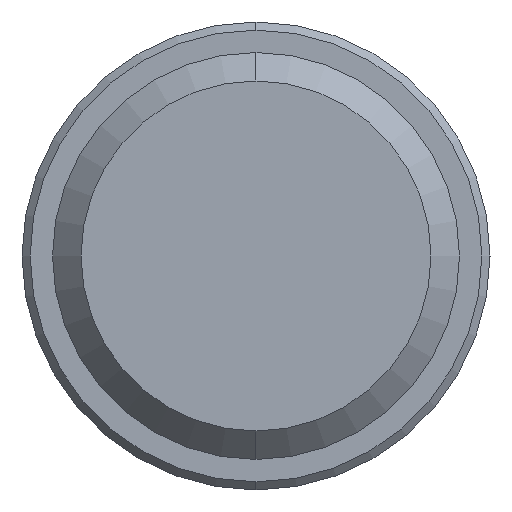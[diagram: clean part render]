
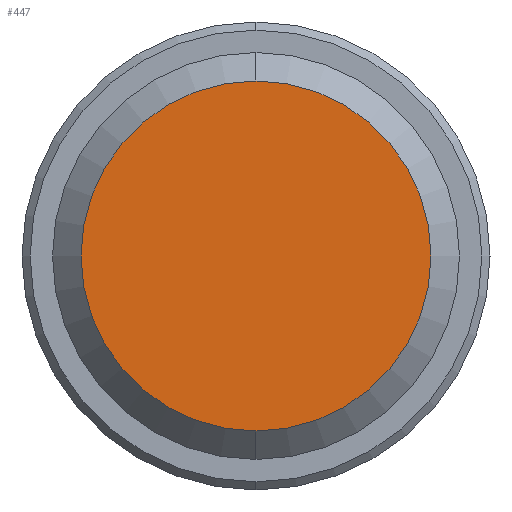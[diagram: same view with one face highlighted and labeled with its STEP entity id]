
A CAD part, left-side view. The second image highlights one B-rep face of the part: STEP entity #447.
In plain terms, the highlighted planar face has unit normal (-1, 0, 0).
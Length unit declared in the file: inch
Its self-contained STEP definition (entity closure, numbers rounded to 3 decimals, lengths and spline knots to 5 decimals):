
#7 = CARTESIAN_POINT ( 'NONE',  ( 0., 0., 0.215 ) ) ;
#36 = CIRCLE ( 'NONE', #48, 0.215 ) ;
#42 = CARTESIAN_POINT ( 'NONE',  ( 0., 0., 0. ) ) ;
#48 = AXIS2_PLACEMENT_3D ( 'NONE', #332, #420, #71 ) ;
#71 = DIRECTION ( 'NONE',  ( 0., 0., 1. ) ) ;
#93 = EDGE_CURVE ( 'NONE', #238, #342, #36, .T. ) ;
#99 = AXIS2_PLACEMENT_3D ( 'NONE', #462, #556, #174 ) ;
#123 = CIRCLE ( 'NONE', #99, 0.215 ) ;
#174 = DIRECTION ( 'NONE',  ( 0., 0., 1. ) ) ;
#214 = DIRECTION ( 'NONE',  ( 0., 0., -1. ) ) ;
#229 = DIRECTION ( 'NONE',  ( 1., 0., 0. ) ) ;
#238 = VERTEX_POINT ( 'NONE', #383 ) ;
#287 = EDGE_LOOP ( 'NONE', ( #481, #362 ) ) ;
#332 = CARTESIAN_POINT ( 'NONE',  ( 0., 0., 0. ) ) ;
#342 = VERTEX_POINT ( 'NONE', #7 ) ;
#362 = ORIENTED_EDGE ( 'NONE', *, *, #529, .T. ) ;
#377 = FACE_OUTER_BOUND ( 'NONE', #287, .T. ) ;
#383 = CARTESIAN_POINT ( 'NONE',  ( 0., 0., -0.215 ) ) ;
#420 = DIRECTION ( 'NONE',  ( -1., 0., 0. ) ) ;
#445 = AXIS2_PLACEMENT_3D ( 'NONE', #42, #229, #214 ) ;
#447 = ADVANCED_FACE ( 'NONE', ( #377 ), #472, .F. ) ;
#462 = CARTESIAN_POINT ( 'NONE',  ( 0., 0., 0. ) ) ;
#472 = PLANE ( 'NONE',  #445 ) ;
#481 = ORIENTED_EDGE ( 'NONE', *, *, #93, .T. ) ;
#529 = EDGE_CURVE ( 'NONE', #342, #238, #123, .T. ) ;
#556 = DIRECTION ( 'NONE',  ( -1., 0., 0. ) ) ;
